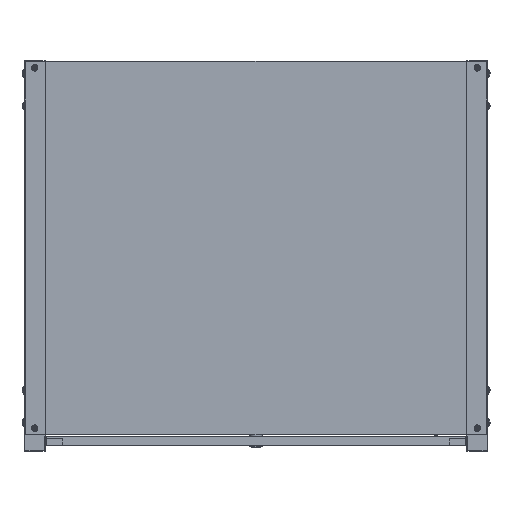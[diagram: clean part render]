
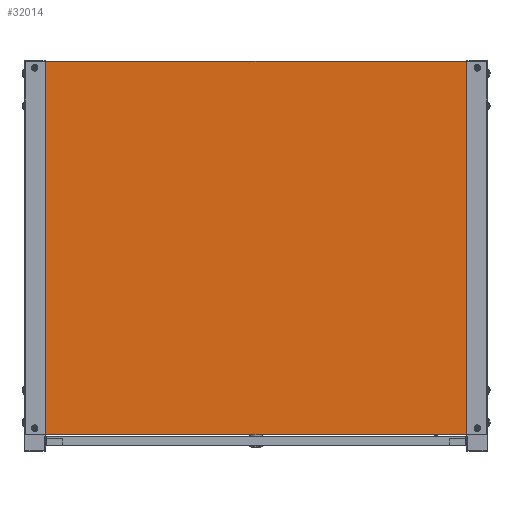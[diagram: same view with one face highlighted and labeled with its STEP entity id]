
A CAD part, left-side view. The second image highlights one B-rep face of the part: STEP entity #32014.
In plain terms, the highlighted face is planar.
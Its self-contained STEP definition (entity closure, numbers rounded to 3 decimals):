
#340 = VERTEX_POINT ( 'NONE', #24330 ) ;
#1530 = ORIENTED_EDGE ( 'NONE', *, *, #32636, .F. ) ;
#2228 = DIRECTION ( 'NONE',  ( 0., 0., -1. ) ) ;
#2279 = ORIENTED_EDGE ( 'NONE', *, *, #28606, .F. ) ;
#3836 = ORIENTED_EDGE ( 'NONE', *, *, #9383, .F. ) ;
#4659 = CARTESIAN_POINT ( 'NONE',  ( 286.75, 0., 355. ) ) ;
#5223 = DIRECTION ( 'NONE',  ( 0., 0., 1. ) ) ;
#5247 = VERTEX_POINT ( 'NONE', #19576 ) ;
#5322 = DIRECTION ( 'NONE',  ( 0., 0., -1. ) ) ;
#6928 = LINE ( 'NONE', #18314, #58761 ) ;
#7370 = CARTESIAN_POINT ( 'NONE',  ( 276.75, 0., 340. ) ) ;
#9058 = DIRECTION ( 'NONE',  ( 0., 0., -1. ) ) ;
#9383 = EDGE_CURVE ( 'NONE', #53785, #10576, #58222, .T. ) ;
#10576 = VERTEX_POINT ( 'NONE', #60757 ) ;
#10990 = DIRECTION ( 'NONE',  ( 0., 0., -1. ) ) ;
#12175 = CARTESIAN_POINT ( 'NONE',  ( 286.75, 0., -355. ) ) ;
#12531 = EDGE_LOOP ( 'NONE', ( #1530, #22003 ) ) ;
#13533 = ORIENTED_EDGE ( 'NONE', *, *, #54220, .F. ) ;
#13985 = AXIS2_PLACEMENT_3D ( 'NONE', #25199, #50012, #5223 ) ;
#14311 = EDGE_CURVE ( 'NONE', #46412, #19844, #6928, .T. ) ;
#14810 = CIRCLE ( 'NONE', #26222, 1.7 ) ;
#15205 = CARTESIAN_POINT ( 'NONE',  ( -276.75, 0., 340. ) ) ;
#15260 = CARTESIAN_POINT ( 'NONE',  ( -276.75, 0., 340. ) ) ;
#15640 = DIRECTION ( 'NONE',  ( 0., 0., -1. ) ) ;
#15785 = VERTEX_POINT ( 'NONE', #59640 ) ;
#16138 = EDGE_LOOP ( 'NONE', ( #2279, #59957 ) ) ;
#16689 = DIRECTION ( 'NONE',  ( 0., -1., 0. ) ) ;
#17536 = AXIS2_PLACEMENT_3D ( 'NONE', #31820, #16689, #10990 ) ;
#17632 = AXIS2_PLACEMENT_3D ( 'NONE', #36955, #22032, #2228 ) ;
#18314 = CARTESIAN_POINT ( 'NONE',  ( 286.75, 0., -355. ) ) ;
#18499 = CARTESIAN_POINT ( 'NONE',  ( -276.75, 0., -340. ) ) ;
#18702 = EDGE_CURVE ( 'NONE', #53831, #39408, #14810, .T. ) ;
#18703 = DIRECTION ( 'NONE',  ( 0., 0., 1. ) ) ;
#18749 = CARTESIAN_POINT ( 'NONE',  ( 286.75, 0., -355. ) ) ;
#19139 = CARTESIAN_POINT ( 'NONE',  ( -276.75, 0., 341.7 ) ) ;
#19576 = CARTESIAN_POINT ( 'NONE',  ( -276.75, 0., -341.7 ) ) ;
#19844 = VERTEX_POINT ( 'NONE', #18749 ) ;
#20444 = CIRCLE ( 'NONE', #13985, 1.7 ) ;
#21395 = ORIENTED_EDGE ( 'NONE', *, *, #18702, .F. ) ;
#21608 = CIRCLE ( 'NONE', #30454, 1.7 ) ;
#21719 = LINE ( 'NONE', #12175, #57824 ) ;
#22003 = ORIENTED_EDGE ( 'NONE', *, *, #52670, .F. ) ;
#22032 = DIRECTION ( 'NONE',  ( 0., -1., 0. ) ) ;
#22491 = FACE_BOUND ( 'NONE', #12531, .T. ) ;
#23962 = EDGE_LOOP ( 'NONE', ( #48580, #21395 ) ) ;
#24273 = EDGE_LOOP ( 'NONE', ( #65005, #34280 ) ) ;
#24330 = CARTESIAN_POINT ( 'NONE',  ( 276.75, 0., 338.3 ) ) ;
#25199 = CARTESIAN_POINT ( 'NONE',  ( 276.75, 0., 340. ) ) ;
#25222 = DIRECTION ( 'NONE',  ( 0., 0., 1. ) ) ;
#25776 = CARTESIAN_POINT ( 'NONE',  ( -276.75, 0., 338.3 ) ) ;
#25874 = AXIS2_PLACEMENT_3D ( 'NONE', #18499, #53359, #18703 ) ;
#26171 = EDGE_CURVE ( 'NONE', #34301, #340, #20444, .T. ) ;
#26222 = AXIS2_PLACEMENT_3D ( 'NONE', #15205, #45640, #15640 ) ;
#26390 = LINE ( 'NONE', #4659, #64882 ) ;
#27135 = VERTEX_POINT ( 'NONE', #27977 ) ;
#27977 = CARTESIAN_POINT ( 'NONE',  ( 276.75, 0., -338.3 ) ) ;
#28606 = EDGE_CURVE ( 'NONE', #340, #34301, #21608, .T. ) ;
#29031 = PLANE ( 'NONE',  #64208 ) ;
#29203 = DIRECTION ( 'NONE',  ( 0., 0., 1. ) ) ;
#30454 = AXIS2_PLACEMENT_3D ( 'NONE', #7370, #36779, #46641 ) ;
#31820 = CARTESIAN_POINT ( 'NONE',  ( 276.75, 0., -340. ) ) ;
#31874 = EDGE_CURVE ( 'NONE', #19844, #53785, #21719, .T. ) ;
#32014 = ADVANCED_FACE ( 'NONE', ( #58649, #22491, #57046, #50008, #60193 ), #29031, .T. ) ;
#32636 = EDGE_CURVE ( 'NONE', #5247, #57560, #57752, .T. ) ;
#33470 = ORIENTED_EDGE ( 'NONE', *, *, #14311, .F. ) ;
#33875 = DIRECTION ( 'NONE',  ( 0., 0., -1. ) ) ;
#34280 = ORIENTED_EDGE ( 'NONE', *, *, #41952, .F. ) ;
#34301 = VERTEX_POINT ( 'NONE', #34429 ) ;
#34429 = CARTESIAN_POINT ( 'NONE',  ( 276.75, 0., 341.7 ) ) ;
#34457 = CARTESIAN_POINT ( 'NONE',  ( -276.75, 0., -340. ) ) ;
#35394 = DIRECTION ( 'NONE',  ( 0., -1., 0. ) ) ;
#36779 = DIRECTION ( 'NONE',  ( 0., -1., 0. ) ) ;
#36955 = CARTESIAN_POINT ( 'NONE',  ( 276.75, 0., -340. ) ) ;
#37999 = CIRCLE ( 'NONE', #50195, 1.7 ) ;
#38183 = CIRCLE ( 'NONE', #17536, 1.7 ) ;
#39408 = VERTEX_POINT ( 'NONE', #25776 ) ;
#39542 = EDGE_CURVE ( 'NONE', #39408, #53831, #37999, .T. ) ;
#39699 = EDGE_LOOP ( 'NONE', ( #3836, #63873, #33470, #13533 ) ) ;
#41952 = EDGE_CURVE ( 'NONE', #27135, #15785, #38183, .T. ) ;
#43295 = CARTESIAN_POINT ( 'NONE',  ( -286.75, 0., -355. ) ) ;
#45043 = CARTESIAN_POINT ( 'NONE',  ( 286.75, 0., 355. ) ) ;
#45640 = DIRECTION ( 'NONE',  ( 0., -1., 0. ) ) ;
#46412 = VERTEX_POINT ( 'NONE', #45043 ) ;
#46595 = DIRECTION ( 'NONE',  ( -1., 0., 0. ) ) ;
#46641 = DIRECTION ( 'NONE',  ( 0., 0., 1. ) ) ;
#48580 = ORIENTED_EDGE ( 'NONE', *, *, #39542, .F. ) ;
#50008 = FACE_BOUND ( 'NONE', #24273, .T. ) ;
#50012 = DIRECTION ( 'NONE',  ( 0., -1., 0. ) ) ;
#50142 = CIRCLE ( 'NONE', #25874, 1.7 ) ;
#50195 = AXIS2_PLACEMENT_3D ( 'NONE', #15260, #35394, #5322 ) ;
#51210 = VECTOR ( 'NONE', #25222, 1000. ) ;
#52670 = EDGE_CURVE ( 'NONE', #57560, #5247, #50142, .T. ) ;
#53359 = DIRECTION ( 'NONE',  ( 0., -1., 0. ) ) ;
#53566 = CARTESIAN_POINT ( 'NONE',  ( -276.75, 0., -338.3 ) ) ;
#53785 = VERTEX_POINT ( 'NONE', #43295 ) ;
#53831 = VERTEX_POINT ( 'NONE', #19139 ) ;
#54220 = EDGE_CURVE ( 'NONE', #10576, #46412, #26390, .T. ) ;
#54603 = CIRCLE ( 'NONE', #17632, 1.7 ) ;
#55445 = EDGE_CURVE ( 'NONE', #15785, #27135, #54603, .T. ) ;
#56231 = AXIS2_PLACEMENT_3D ( 'NONE', #34457, #59474, #29203 ) ;
#57046 = FACE_BOUND ( 'NONE', #16138, .T. ) ;
#57560 = VERTEX_POINT ( 'NONE', #53566 ) ;
#57752 = CIRCLE ( 'NONE', #56231, 1.7 ) ;
#57824 = VECTOR ( 'NONE', #46595, 1000. ) ;
#58222 = LINE ( 'NONE', #60771, #51210 ) ;
#58649 = FACE_BOUND ( 'NONE', #23962, .T. ) ;
#58761 = VECTOR ( 'NONE', #33875, 1000. ) ;
#59086 = DIRECTION ( 'NONE',  ( 0., -1., 0. ) ) ;
#59331 = DIRECTION ( 'NONE',  ( 1., 0., 0. ) ) ;
#59474 = DIRECTION ( 'NONE',  ( 0., -1., 0. ) ) ;
#59640 = CARTESIAN_POINT ( 'NONE',  ( 276.75, 0., -341.7 ) ) ;
#59957 = ORIENTED_EDGE ( 'NONE', *, *, #26171, .F. ) ;
#60193 = FACE_OUTER_BOUND ( 'NONE', #39699, .T. ) ;
#60757 = CARTESIAN_POINT ( 'NONE',  ( -286.75, 0., 355. ) ) ;
#60771 = CARTESIAN_POINT ( 'NONE',  ( -286.75, 0., -355. ) ) ;
#63873 = ORIENTED_EDGE ( 'NONE', *, *, #31874, .F. ) ;
#63914 = CARTESIAN_POINT ( 'NONE',  ( 0., 0., 0. ) ) ;
#64208 = AXIS2_PLACEMENT_3D ( 'NONE', #63914, #59086, #9058 ) ;
#64882 = VECTOR ( 'NONE', #59331, 1000. ) ;
#65005 = ORIENTED_EDGE ( 'NONE', *, *, #55445, .F. ) ;
